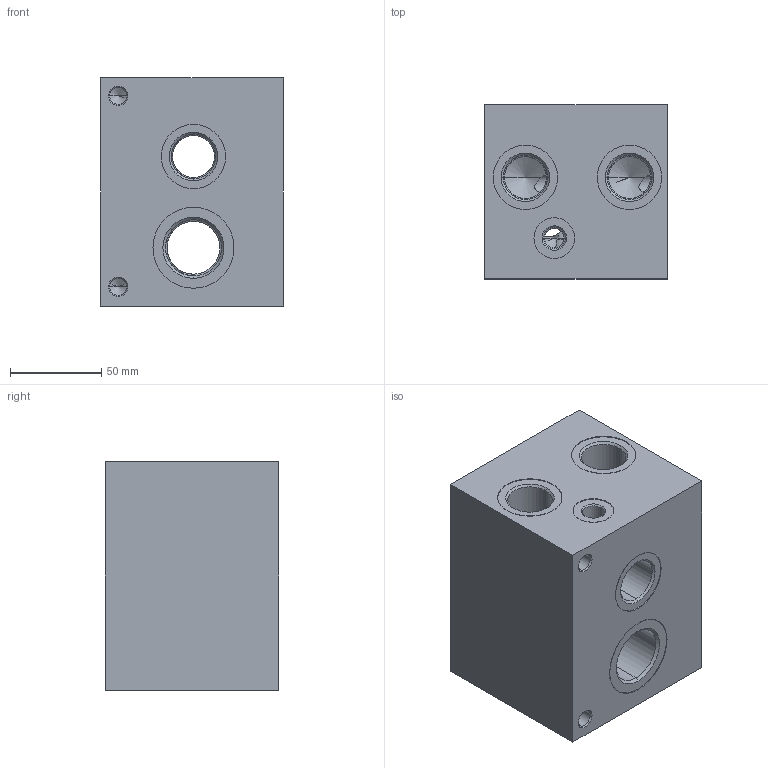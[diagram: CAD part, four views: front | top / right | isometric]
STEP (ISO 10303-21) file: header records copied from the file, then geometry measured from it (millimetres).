
FILE_DESCRIPTION((''),'2;1');
FILE_NAME('VMR_ASM','2021-05-30T',('ProEService'),(''),'PRO/ENGINEER BY PARAMETRIC TECHNOLOGY CORPORATION, 2014200','PRO/ENGINEER BY PARAMETRIC TECHNOLOGY CORPORATION, 2014200','');
FILE_SCHEMA(('CONFIG_CONTROL_DESIGN'));
Length unit declared in the file: inch
Products named in the file (2): 153-222-003; VMR_ASM
Assembly tree (1 placements, depth 2):
  VMR_ASM
    153-222-003
Bounding box: 100.03 x 95.25 x 125.43 mm (x, y, z)
Volume: 966078.2 mm3; surface area: 106209.8 mm2
Topology: 1 solids, 1 shells, 189 faces, 757 edges, 695 vertices
Faces by surface type: cone 88, cylinder 83, plane 16, torus 2
Entity records: 8172 total; most frequent: CARTESIAN_POINT 2122, DIRECTION 1313, ORIENTED_EDGE 946, EDGE_CURVE 473, VECTOR 449, LINE 449, AXIS2_PLACEMENT_3D 432, VERTEX_POINT 302
